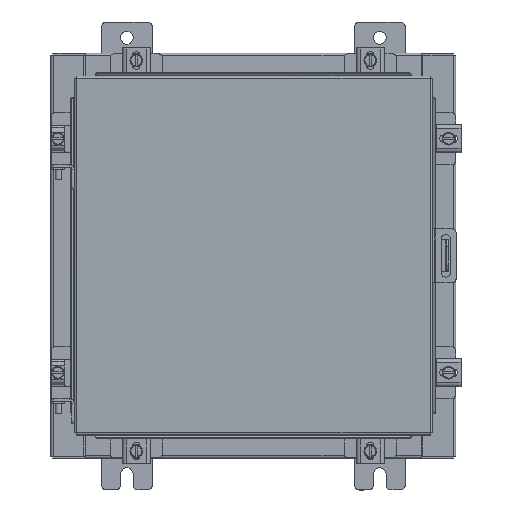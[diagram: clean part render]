
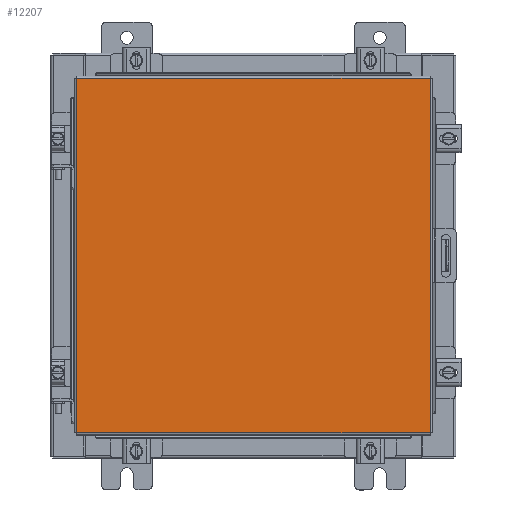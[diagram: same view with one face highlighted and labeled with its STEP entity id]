
A CAD part, top view. The second image highlights one B-rep face of the part: STEP entity #12207.
In plain terms, the highlighted planar face has unit normal (0, 0, 1).
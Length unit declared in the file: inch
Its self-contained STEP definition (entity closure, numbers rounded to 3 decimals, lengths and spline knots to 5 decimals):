
#212 = VECTOR ( 'NONE', #10641, 39.37008 ) ;
#542 = VECTOR ( 'NONE', #1616, 39.37008 ) ;
#546 = PLANE ( 'NONE',  #2596 ) ;
#688 = LINE ( 'NONE', #11537, #13069 ) ;
#733 = ORIENTED_EDGE ( 'NONE', *, *, #19925, .T. ) ;
#1616 = DIRECTION ( 'NONE',  ( 0., -1., 0. ) ) ;
#2596 = AXIS2_PLACEMENT_3D ( 'NONE', #13445, #18325, #8681 ) ;
#3370 = VERTEX_POINT ( 'NONE', #3934 ) ;
#3796 = DIRECTION ( 'NONE',  ( 0., 1., 0. ) ) ;
#3804 = VERTEX_POINT ( 'NONE', #5198 ) ;
#3934 = CARTESIAN_POINT ( 'NONE',  ( 6.9903, -7.0063, 0. ) ) ;
#3998 = LINE ( 'NONE', #18285, #16405 ) ;
#4560 = CARTESIAN_POINT ( 'NONE',  ( -6.9903, 7.0063, 0. ) ) ;
#5088 = FACE_OUTER_BOUND ( 'NONE', #11169, .T. ) ;
#5198 = CARTESIAN_POINT ( 'NONE',  ( 6.9903, 7.0063, 0. ) ) ;
#5540 = ORIENTED_EDGE ( 'NONE', *, *, #19496, .T. ) ;
#5662 = ORIENTED_EDGE ( 'NONE', *, *, #11938, .T. ) ;
#8681 = DIRECTION ( 'NONE',  ( -1., 0., 0. ) ) ;
#9143 = LINE ( 'NONE', #14567, #542 ) ;
#10001 = CARTESIAN_POINT ( 'NONE',  ( -6.9903, -7.0063, 0. ) ) ;
#10641 = DIRECTION ( 'NONE',  ( 1., 0., 0. ) ) ;
#11169 = EDGE_LOOP ( 'NONE', ( #5540, #18069, #733, #5662 ) ) ;
#11537 = CARTESIAN_POINT ( 'NONE',  ( 6.9903, 7.0063, 0. ) ) ;
#11938 = EDGE_CURVE ( 'NONE', #14065, #12056, #9143, .T. ) ;
#12056 = VERTEX_POINT ( 'NONE', #10001 ) ;
#12207 = ADVANCED_FACE ( 'NONE', ( #5088 ), #546, .F. ) ;
#13069 = VECTOR ( 'NONE', #13181, 39.37008 ) ;
#13181 = DIRECTION ( 'NONE',  ( -1., 0., 0. ) ) ;
#13445 = CARTESIAN_POINT ( 'NONE',  ( 0., 0., 0. ) ) ;
#14065 = VERTEX_POINT ( 'NONE', #4560 ) ;
#14567 = CARTESIAN_POINT ( 'NONE',  ( -6.9903, 7.0063, 0. ) ) ;
#16405 = VECTOR ( 'NONE', #3796, 39.37008 ) ;
#17958 = EDGE_CURVE ( 'NONE', #3370, #3804, #3998, .T. ) ;
#18069 = ORIENTED_EDGE ( 'NONE', *, *, #17958, .T. ) ;
#18285 = CARTESIAN_POINT ( 'NONE',  ( 6.9903, -7.0063, 0. ) ) ;
#18325 = DIRECTION ( 'NONE',  ( 0., 0., -1. ) ) ;
#19496 = EDGE_CURVE ( 'NONE', #12056, #3370, #20122, .T. ) ;
#19925 = EDGE_CURVE ( 'NONE', #3804, #14065, #688, .T. ) ;
#20122 = LINE ( 'NONE', #20291, #212 ) ;
#20291 = CARTESIAN_POINT ( 'NONE',  ( -6.9903, -7.0063, 0. ) ) ;
